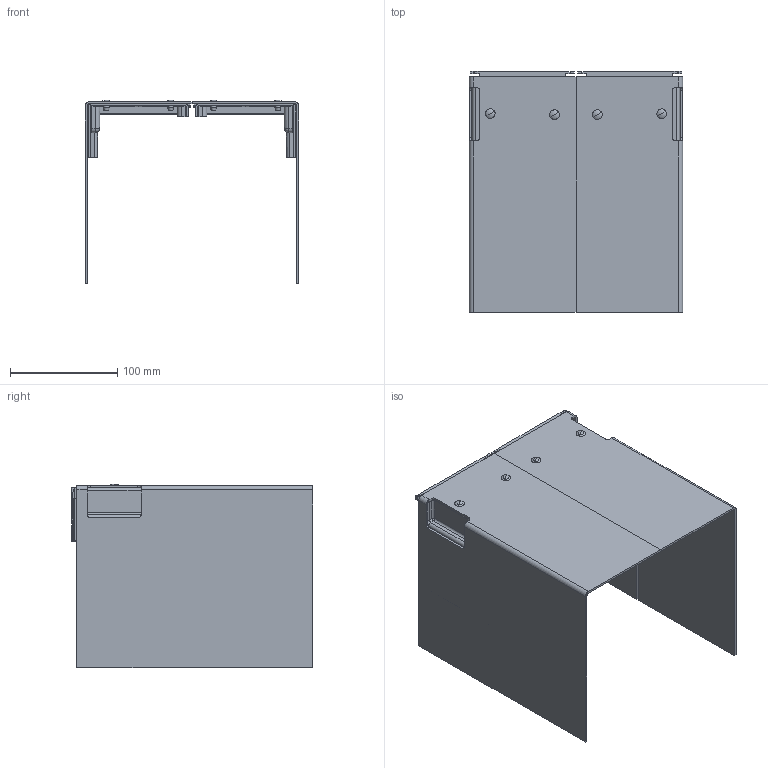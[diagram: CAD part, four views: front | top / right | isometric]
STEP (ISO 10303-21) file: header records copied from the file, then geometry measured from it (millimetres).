
FILE_DESCRIPTION(('CATIA V5 STEP'),'2;1');
FILE_NAME('L8950675_L_Anschlussraumabdeckung_HA-220.stp','2015-04-24T08:31:37+00:00',('none'),('Jean Müller GmbH'),'CATIA Version 5 Release 19 SP 9 (IN-10)','CATIA V5 STEP AP214','none');
FILE_SCHEMA(('AUTOMOTIVE_DESIGN { 1 0 10303 214 1 1 1 1 }'));
Length unit declared in the file: millimetre
Products named in the file (5): L8950675_Anschlussraumabdeckung HA-220; 43576_03_Anschlussraumabdeckung; 33614_02_Halter; 33614_03_Halter; 67283_M01_Spreizniet Rivets
Assembly tree (7 placements, depth 2):
  L8950675_Anschlussraumabdeckung HA-220
    43576_03_Anschlussraumabdeckung
    33614_02_Halter
    33614_03_Halter
    67283_M01_Spreizniet Rivets  x4
Bounding box: 199 x 225.06 x 171.39 mm (x, y, z)
Volume: 273825.1 mm3; surface area: 282734 mm2
Topology: 7 solids, 7 shells, 656 faces, 1752 edges, 1060 vertices
Faces by surface type: plane 250, cylinder 222, bspline 124, cone 36, sphere 24
Entity records: 23813 total; most frequent: CARTESIAN_POINT 9475, ORIENTED_EDGE 3328, DIRECTION 2040, EDGE_CURVE 1664, VERTEX_POINT 1033, VECTOR 840, LINE 840, AXIS2_PLACEMENT_3D 727
